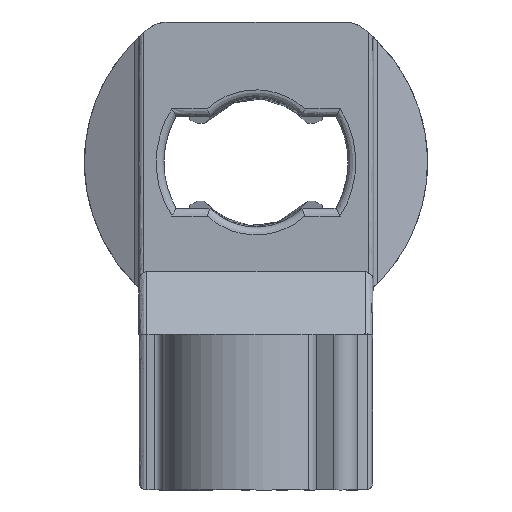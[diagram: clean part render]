
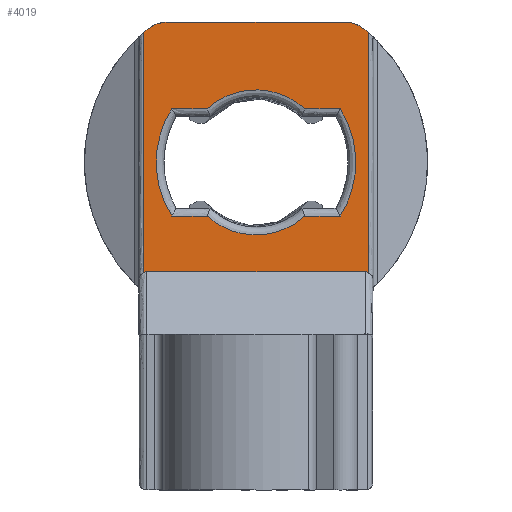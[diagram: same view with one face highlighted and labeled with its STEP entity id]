
A CAD part, left-side view. The second image highlights one B-rep face of the part: STEP entity #4019.
In plain terms, the highlighted free-form (B-spline) face has degree [1, 1] with [2, 2] control points.
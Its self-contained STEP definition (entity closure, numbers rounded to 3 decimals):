
#570=CARTESIAN_POINT('',(-2.0,-5.398,3.437));
#571=VERTEX_POINT('',#570);
#595=CARTESIAN_POINT('',(-2.0,-3.131,3.437));
#596=VERTEX_POINT('',#595);
#597=CARTESIAN_POINT('',(-2.0,-3.131,3.437));
#598=CARTESIAN_POINT('',(-2.0,-5.398,3.437));
#599=QUASI_UNIFORM_CURVE('',1,(#597,#598),.UNSPECIFIED.,.F.,.U.);
#600=EDGE_CURVE('',#596,#571,#599,.T.);
#652=CARTESIAN_POINT('',(-2.0,3.131,3.437));
#653=VERTEX_POINT('',#652);
#693=CARTESIAN_POINT('',(-2.0,3.131,3.437));
#694=CARTESIAN_POINT('',(-2.,0.,6.29));
#695=CARTESIAN_POINT('',(-2.0,-3.131,3.437));
#703=(BOUNDED_CURVE()B_SPLINE_CURVE(2,(#693,#694,#695),.UNSPECIFIED.,.F.,.U.)CURVE()GEOMETRIC_REPRESENTATION_ITEM()QUASI_UNIFORM_CURVE()RATIONAL_B_SPLINE_CURVE((1.0,0.739,1.0))REPRESENTATION_ITEM(''));
#704=EDGE_CURVE('',#653,#596,#703,.T.);
#728=CARTESIAN_POINT('',(-2.0,-5.398,-3.437));
#729=VERTEX_POINT('',#728);
#753=CARTESIAN_POINT('',(-2.0,-5.398,3.437));
#754=CARTESIAN_POINT('',(-2.,-7.587,0.));
#755=CARTESIAN_POINT('',(-2.0,-5.398,-3.437));
#763=(BOUNDED_CURVE()B_SPLINE_CURVE(2,(#753,#754,#755),.UNSPECIFIED.,.F.,.U.)CURVE()GEOMETRIC_REPRESENTATION_ITEM()QUASI_UNIFORM_CURVE()RATIONAL_B_SPLINE_CURVE((1.0,0.844,1.0))REPRESENTATION_ITEM(''));
#764=EDGE_CURVE('',#571,#729,#763,.T.);
#797=CARTESIAN_POINT('',(-2.0,5.398,3.437));
#798=VERTEX_POINT('',#797);
#830=CARTESIAN_POINT('',(-2.0,5.398,3.437));
#831=CARTESIAN_POINT('',(-2.0,3.131,3.437));
#832=QUASI_UNIFORM_CURVE('',1,(#830,#831),.UNSPECIFIED.,.F.,.U.);
#833=EDGE_CURVE('',#798,#653,#832,.T.);
#854=CARTESIAN_POINT('',(-2.0,-3.131,-3.437));
#855=VERTEX_POINT('',#854);
#879=CARTESIAN_POINT('',(-2.0,-5.398,-3.437));
#880=CARTESIAN_POINT('',(-2.0,-3.131,-3.437));
#881=QUASI_UNIFORM_CURVE('',1,(#879,#880),.UNSPECIFIED.,.F.,.U.);
#882=EDGE_CURVE('',#729,#855,#881,.T.);
#910=CARTESIAN_POINT('',(-2.0,5.398,-3.437));
#911=VERTEX_POINT('',#910);
#951=CARTESIAN_POINT('',(-2.0,5.398,-3.437));
#952=CARTESIAN_POINT('',(-2.0,7.587,0.));
#953=CARTESIAN_POINT('',(-2.0,5.398,3.437));
#961=(BOUNDED_CURVE()B_SPLINE_CURVE(2,(#951,#952,#953),.UNSPECIFIED.,.F.,.U.)CURVE()GEOMETRIC_REPRESENTATION_ITEM()QUASI_UNIFORM_CURVE()RATIONAL_B_SPLINE_CURVE((1.0,0.844,1.0))REPRESENTATION_ITEM(''));
#962=EDGE_CURVE('',#911,#798,#961,.T.);
#986=CARTESIAN_POINT('',(-2.0,3.131,-3.437));
#987=VERTEX_POINT('',#986);
#1011=CARTESIAN_POINT('',(-2.0,-3.131,-3.437));
#1012=CARTESIAN_POINT('',(-2.,0.,-6.29));
#1013=CARTESIAN_POINT('',(-2.0,3.131,-3.437));
#1021=(BOUNDED_CURVE()B_SPLINE_CURVE(2,(#1011,#1012,#1013),.UNSPECIFIED.,.F.,.U.)CURVE()GEOMETRIC_REPRESENTATION_ITEM()QUASI_UNIFORM_CURVE()RATIONAL_B_SPLINE_CURVE((1.0,0.739,1.0))REPRESENTATION_ITEM(''));
#1022=EDGE_CURVE('',#855,#987,#1021,.T.);
#1056=CARTESIAN_POINT('',(-2.0,3.131,-3.437));
#1057=CARTESIAN_POINT('',(-2.0,5.398,-3.437));
#1058=QUASI_UNIFORM_CURVE('',1,(#1056,#1057),.UNSPECIFIED.,.F.,.U.);
#1059=EDGE_CURVE('',#987,#911,#1058,.T.);
#1931=CARTESIAN_POINT('',(-2.0,7.2,-7.07));
#1932=VERTEX_POINT('',#1931);
#1952=CARTESIAN_POINT('',(-2.0,7.2,8.316));
#1953=VERTEX_POINT('',#1952);
#1954=CARTESIAN_POINT('',(-2.0,7.2,8.316));
#1955=CARTESIAN_POINT('',(-2.0,7.2,-7.07));
#1956=QUASI_UNIFORM_CURVE('',1,(#1954,#1955),.UNSPECIFIED.,.F.,.U.);
#1957=EDGE_CURVE('',#1953,#1932,#1956,.T.);
#2006=CARTESIAN_POINT('',(-2.0,-7.2,-7.07));
#2007=VERTEX_POINT('',#2006);
#2032=CARTESIAN_POINT('',(-2.0,-7.2,8.316));
#2033=VERTEX_POINT('',#2032);
#2053=CARTESIAN_POINT('',(-2.0,-7.2,-7.07));
#2054=CARTESIAN_POINT('',(-2.0,-7.2,8.316));
#2055=QUASI_UNIFORM_CURVE('',1,(#2053,#2054),.UNSPECIFIED.,.F.,.U.);
#2056=EDGE_CURVE('',#2007,#2033,#2055,.T.);
#2092=CARTESIAN_POINT('',(-2.0,7.0,-7.));
#2093=VERTEX_POINT('',#2092);
#2099=CARTESIAN_POINT('',(-2.0,7.2,-7.07));
#2100=CARTESIAN_POINT('',(-2.0,7.104,-7.));
#2101=CARTESIAN_POINT('',(-2.0,7.0,-7.));
#2109=(BOUNDED_CURVE()B_SPLINE_CURVE(2,(#2099,#2100,#2101),.UNSPECIFIED.,.F.,.U.)CURVE()GEOMETRIC_REPRESENTATION_ITEM()QUASI_UNIFORM_CURVE()RATIONAL_B_SPLINE_CURVE((1.0,0.979,1.0))REPRESENTATION_ITEM(''));
#2110=EDGE_CURVE('',#1932,#2093,#2109,.T.);
#2173=CARTESIAN_POINT('',(-2.0,-7.,-7.));
#2174=VERTEX_POINT('',#2173);
#2175=CARTESIAN_POINT('',(-2.0,-7.,-7.));
#2176=CARTESIAN_POINT('',(-2.,-7.104,-7.));
#2177=CARTESIAN_POINT('',(-2.0,-7.2,-7.07));
#2185=(BOUNDED_CURVE()B_SPLINE_CURVE(2,(#2175,#2176,#2177),.UNSPECIFIED.,.F.,.U.)CURVE()GEOMETRIC_REPRESENTATION_ITEM()QUASI_UNIFORM_CURVE()RATIONAL_B_SPLINE_CURVE((1.0,0.979,1.0))REPRESENTATION_ITEM(''));
#2186=EDGE_CURVE('',#2174,#2007,#2185,.T.);
#2697=CARTESIAN_POINT('',(-2.0,6.914,8.556));
#2698=VERTEX_POINT('',#2697);
#2699=CARTESIAN_POINT('',(-2.0,7.2,8.316));
#2700=CARTESIAN_POINT('',(-2.,7.059,8.438));
#2701=CARTESIAN_POINT('',(-2.0,6.914,8.556));
#2709=(BOUNDED_CURVE()B_SPLINE_CURVE(2,(#2699,#2700,#2701),.UNSPECIFIED.,.F.,.U.)CURVE()GEOMETRIC_REPRESENTATION_ITEM()QUASI_UNIFORM_CURVE()RATIONAL_B_SPLINE_CURVE((1.0,1.,1.0))REPRESENTATION_ITEM(''));
#2710=EDGE_CURVE('',#1953,#2698,#2709,.T.);
#2773=CARTESIAN_POINT('',(-2.0,5.657,9.));
#2774=VERTEX_POINT('',#2773);
#2775=CARTESIAN_POINT('',(-2.0,6.914,8.556));
#2776=CARTESIAN_POINT('',(-2.,6.364,9.));
#2777=CARTESIAN_POINT('',(-2.0,5.657,9.));
#2785=(BOUNDED_CURVE()B_SPLINE_CURVE(2,(#2775,#2776,#2777),.UNSPECIFIED.,.F.,.U.)CURVE()GEOMETRIC_REPRESENTATION_ITEM()QUASI_UNIFORM_CURVE()RATIONAL_B_SPLINE_CURVE((1.0,0.943,1.0))REPRESENTATION_ITEM(''));
#2786=EDGE_CURVE('',#2698,#2774,#2785,.T.);
#2827=CARTESIAN_POINT('',(-2.0,-5.657,9.0));
#2828=VERTEX_POINT('',#2827);
#2834=CARTESIAN_POINT('',(-2.0,-6.914,8.556));
#2835=VERTEX_POINT('',#2834);
#2836=CARTESIAN_POINT('',(-2.0,-5.657,9.0));
#2837=CARTESIAN_POINT('',(-2.,-6.364,9.));
#2838=CARTESIAN_POINT('',(-2.0,-6.914,8.556));
#2846=(BOUNDED_CURVE()B_SPLINE_CURVE(2,(#2836,#2837,#2838),.UNSPECIFIED.,.F.,.U.)CURVE()GEOMETRIC_REPRESENTATION_ITEM()QUASI_UNIFORM_CURVE()RATIONAL_B_SPLINE_CURVE((1.0,0.943,1.0))REPRESENTATION_ITEM(''));
#2847=EDGE_CURVE('',#2828,#2835,#2846,.T.);
#2920=CARTESIAN_POINT('',(-2.0,-6.914,8.556));
#2921=CARTESIAN_POINT('',(-2.,-7.059,8.438));
#2922=CARTESIAN_POINT('',(-2.0,-7.2,8.316));
#2930=(BOUNDED_CURVE()B_SPLINE_CURVE(2,(#2920,#2921,#2922),.UNSPECIFIED.,.F.,.U.)CURVE()GEOMETRIC_REPRESENTATION_ITEM()QUASI_UNIFORM_CURVE()RATIONAL_B_SPLINE_CURVE((1.0,1.,1.0))REPRESENTATION_ITEM(''));
#2931=EDGE_CURVE('',#2835,#2033,#2930,.T.);
#3062=CARTESIAN_POINT('',(-2.0,7.0,-7.));
#3063=CARTESIAN_POINT('',(-2.0,-7.,-7.));
#3064=QUASI_UNIFORM_CURVE('',1,(#3062,#3063),.UNSPECIFIED.,.F.,.U.);
#3065=EDGE_CURVE('',#2093,#2174,#3064,.T.);
#3988=CARTESIAN_POINT('',(-2.0,-7.919,9.803));
#3989=CARTESIAN_POINT('',(-2.0,-7.919,-7.872));
#3990=CARTESIAN_POINT('',(-2.0,7.919,9.803));
#3991=CARTESIAN_POINT('',(-2.0,7.919,-7.872));
#3992=B_SPLINE_SURFACE_WITH_KNOTS('',1,1,((#3988,#3990),(#3989,#3991)),.UNSPECIFIED.,.F.,.F.,.U.,(2,2),(2,2),(0.0,17.675),(0.0,15.839),.UNSPECIFIED.);
#3993=ORIENTED_EDGE('',*,*,#2186,.T.);
#3994=ORIENTED_EDGE('',*,*,#2056,.T.);
#3995=ORIENTED_EDGE('',*,*,#2931,.F.);
#3996=ORIENTED_EDGE('',*,*,#2847,.F.);
#3997=CARTESIAN_POINT('',(-2.0,5.657,9.));
#3998=CARTESIAN_POINT('',(-2.0,-5.657,9.0));
#3999=QUASI_UNIFORM_CURVE('',1,(#3997,#3998),.UNSPECIFIED.,.F.,.U.);
#4000=EDGE_CURVE('',#2774,#2828,#3999,.T.);
#4001=ORIENTED_EDGE('',*,*,#4000,.F.);
#4002=ORIENTED_EDGE('',*,*,#2786,.F.);
#4003=ORIENTED_EDGE('',*,*,#2710,.F.);
#4004=ORIENTED_EDGE('',*,*,#1957,.T.);
#4005=ORIENTED_EDGE('',*,*,#2110,.T.);
#4006=ORIENTED_EDGE('',*,*,#3065,.T.);
#4007=EDGE_LOOP('',(#3993,#3994,#3995,#3996,#4001,#4002,#4003,#4004,#4005,#4006));
#4008=FACE_OUTER_BOUND('',#4007,.T.);
#4009=ORIENTED_EDGE('',*,*,#704,.T.);
#4010=ORIENTED_EDGE('',*,*,#600,.T.);
#4011=ORIENTED_EDGE('',*,*,#764,.T.);
#4012=ORIENTED_EDGE('',*,*,#882,.T.);
#4013=ORIENTED_EDGE('',*,*,#1022,.T.);
#4014=ORIENTED_EDGE('',*,*,#1059,.T.);
#4015=ORIENTED_EDGE('',*,*,#962,.T.);
#4016=ORIENTED_EDGE('',*,*,#833,.T.);
#4017=EDGE_LOOP('',(#4009,#4010,#4011,#4012,#4013,#4014,#4015,#4016));
#4018=FACE_BOUND('',#4017,.T.);
#4019=ADVANCED_FACE('',(#4008,#4018),#3992,.F.);
